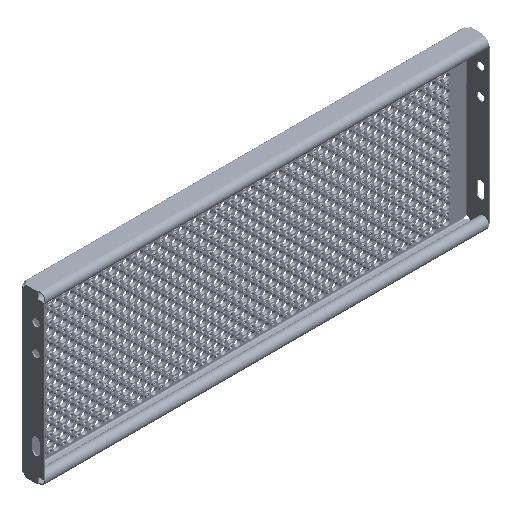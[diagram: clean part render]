
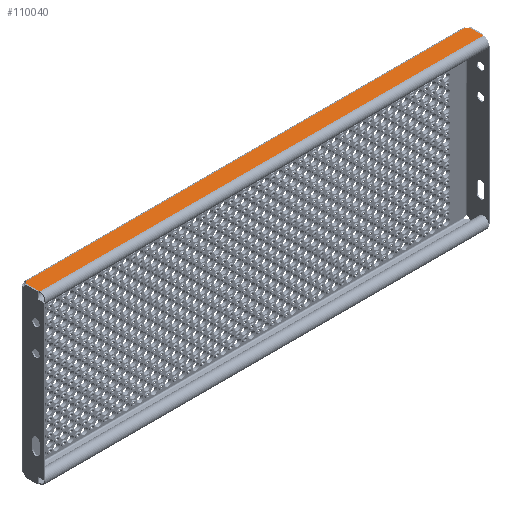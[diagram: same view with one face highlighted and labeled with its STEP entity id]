
A CAD part, isometric view. The second image highlights one B-rep face of the part: STEP entity #110040.
In plain terms, the highlighted planar face has unit normal (0, 0, 1).
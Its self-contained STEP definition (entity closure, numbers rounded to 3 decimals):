
#49778 = EDGE_LOOP ( 'NONE', ( #128761, #128763, #128759, #128762, #128764, #128766 ) ) ;
#80365 = LINE ( 'NONE', #164122, #152121 ) ;
#80375 = LINE ( 'NONE', #164212, #152137 ) ;
#80390 = LINE ( 'NONE', #164220, #152159 ) ;
#80398 = LINE ( 'NONE', #164233, #152188 ) ;
#110040 = ADVANCED_FACE ( 'NONE', ( #248383 ), #239497, .T. ) ;
#125787 = EDGE_CURVE ( 'NONE', #133210, #133206, #80365, .T. ) ;
#125800 = EDGE_CURVE ( 'NONE', #133217, #133222, #80375, .T. ) ;
#125804 = EDGE_CURVE ( 'NONE', #133232, #133240, #80390, .T. ) ;
#125808 = EDGE_CURVE ( 'NONE', #133240, #133222, #152177, .T. ) ;
#125809 = EDGE_CURVE ( 'NONE', #133206, #133232, #80398, .T. ) ;
#125810 = EDGE_CURVE ( 'NONE', #133217, #133210, #152170, .T. ) ;
#128759 = ORIENTED_EDGE ( 'NONE', *, *, #125808, .T. ) ;
#128761 = ORIENTED_EDGE ( 'NONE', *, *, #125809, .T. ) ;
#128762 = ORIENTED_EDGE ( 'NONE', *, *, #125800, .F. ) ;
#128763 = ORIENTED_EDGE ( 'NONE', *, *, #125804, .T. ) ;
#128764 = ORIENTED_EDGE ( 'NONE', *, *, #125810, .T. ) ;
#128766 = ORIENTED_EDGE ( 'NONE', *, *, #125787, .T. ) ;
#133206 = VERTEX_POINT ( 'NONE', #222294 ) ;
#133210 = VERTEX_POINT ( 'NONE', #222296 ) ;
#133217 = VERTEX_POINT ( 'NONE', #222300 ) ;
#133222 = VERTEX_POINT ( 'NONE', #222302 ) ;
#133232 = VERTEX_POINT ( 'NONE', #222307 ) ;
#133240 = VERTEX_POINT ( 'NONE', #222311 ) ;
#152121 = VECTOR ( 'NONE', #164123, 1000. ) ;
#152137 = VECTOR ( 'NONE', #164213, 1000. ) ;
#152159 = VECTOR ( 'NONE', #164221, 1000. ) ;
#152170 = CIRCLE ( 'NONE', #152191, 5. ) ;
#152177 = CIRCLE ( 'NONE', #152180, 5. ) ;
#152180 = AXIS2_PLACEMENT_3D ( 'NONE', #164230, #164231, #164232 ) ;
#152188 = VECTOR ( 'NONE', #164234, 1000. ) ;
#152191 = AXIS2_PLACEMENT_3D ( 'NONE', #164235, #164236, #164237 ) ;
#164122 = CARTESIAN_POINT ( 'NONE',  ( -397.99, -7.185, 150. ) ) ;
#164123 = DIRECTION ( 'NONE',  ( 0., -1., 0. ) ) ;
#164212 = CARTESIAN_POINT ( 'NONE',  ( -399., -4., 150. ) ) ;
#164213 = DIRECTION ( 'NONE',  ( 1., 0., 0. ) ) ;
#164220 = CARTESIAN_POINT ( 'NONE',  ( 397.99, -7.185, 150. ) ) ;
#164221 = DIRECTION ( 'NONE',  ( 0., 1., 0. ) ) ;
#164230 = CARTESIAN_POINT ( 'NONE',  ( 399., -2.288, 150. ) ) ;
#164231 = DIRECTION ( 'NONE',  ( 0., 0., -1. ) ) ;
#164232 = DIRECTION ( 'NONE',  ( 0., -1., 0. ) ) ;
#164233 = CARTESIAN_POINT ( 'NONE',  ( -397.99, -32.498, 150. ) ) ;
#164234 = DIRECTION ( 'NONE',  ( 1., 0., 0. ) ) ;
#164235 = CARTESIAN_POINT ( 'NONE',  ( -399., -2.288, 150. ) ) ;
#164236 = DIRECTION ( 'NONE',  ( 0., 0., -1. ) ) ;
#164237 = DIRECTION ( 'NONE',  ( 0., -1., 0. ) ) ;
#172959 = AXIS2_PLACEMENT_3D ( 'NONE', #239500, #239503, #239506 ) ;
#222294 = CARTESIAN_POINT ( 'NONE',  ( -397.99, -32.498, 150. ) ) ;
#222296 = CARTESIAN_POINT ( 'NONE',  ( -397.99, -7.185, 150. ) ) ;
#222300 = CARTESIAN_POINT ( 'NONE',  ( -394.302, -4., 150. ) ) ;
#222302 = CARTESIAN_POINT ( 'NONE',  ( 394.302, -4., 150. ) ) ;
#222307 = CARTESIAN_POINT ( 'NONE',  ( 397.99, -32.498, 150. ) ) ;
#222311 = CARTESIAN_POINT ( 'NONE',  ( 397.99, -7.185, 150. ) ) ;
#239497 = PLANE ( 'NONE',  #172959 ) ;
#239500 = CARTESIAN_POINT ( 'NONE',  ( -399., 295.712, 150. ) ) ;
#239503 = DIRECTION ( 'NONE',  ( 0., 0., 1. ) ) ;
#239506 = DIRECTION ( 'NONE',  ( 0., -1., 0. ) ) ;
#248383 = FACE_OUTER_BOUND ( 'NONE', #49778, .T. ) ;
